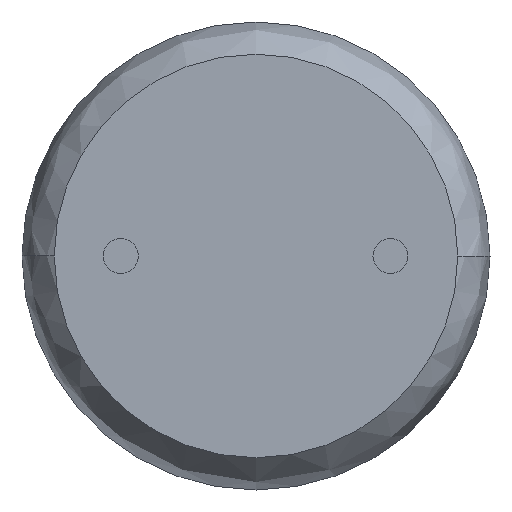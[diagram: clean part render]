
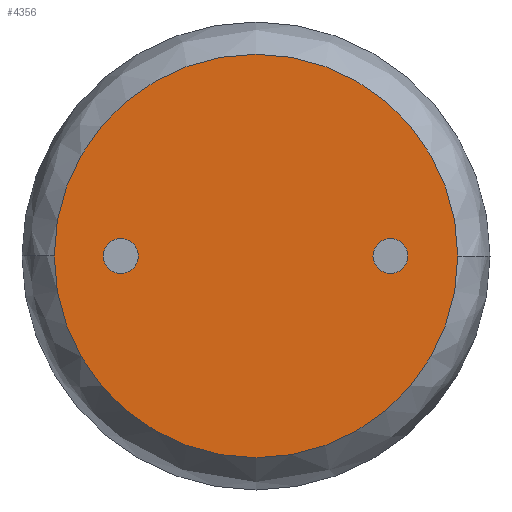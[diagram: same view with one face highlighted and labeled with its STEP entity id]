
A CAD part, front view. The second image highlights one B-rep face of the part: STEP entity #4356.
In plain terms, the highlighted planar face has unit normal (0, -1, 0).
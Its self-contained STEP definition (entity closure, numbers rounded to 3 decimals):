
#13 = ORIENTED_EDGE ( 'NONE', *, *, #5611, .T. ) ;
#57 = CARTESIAN_POINT ( 'NONE',  ( 2.825, 0., 0. ) ) ;
#228 = CARTESIAN_POINT ( 'NONE',  ( -2.514, 0., 0. ) ) ;
#591 = CIRCLE ( 'NONE', #3792, 0.325 ) ;
#718 = FACE_BOUND ( 'NONE', #2746, .T. ) ;
#731 = EDGE_CURVE ( 'NONE', #4906, #4966, #591, .T. ) ;
#739 = CIRCLE ( 'NONE', #5012, 3.75 ) ;
#747 = CARTESIAN_POINT ( 'NONE',  ( -2.514, 0., 0.325 ) ) ;
#1457 = FACE_OUTER_BOUND ( 'NONE', #5145, .T. ) ;
#1521 = ORIENTED_EDGE ( 'NONE', *, *, #8634, .F. ) ;
#2102 = CARTESIAN_POINT ( 'NONE',  ( -2.514, 0., 0. ) ) ;
#2746 = EDGE_LOOP ( 'NONE', ( #1521, #8918 ) ) ;
#2995 = CIRCLE ( 'NONE', #6078, 3.75 ) ;
#3068 = DIRECTION ( 'NONE',  ( 0., 0., -1. ) ) ;
#3459 = PLANE ( 'NONE',  #7406 ) ;
#3792 = AXIS2_PLACEMENT_3D ( 'NONE', #7438, #8049, #6660 ) ;
#3797 = CIRCLE ( 'NONE', #5457, 0.325 ) ;
#3805 = ORIENTED_EDGE ( 'NONE', *, *, #7523, .T. ) ;
#3909 = VERTEX_POINT ( 'NONE', #7816 ) ;
#4253 = ORIENTED_EDGE ( 'NONE', *, *, #5555, .F. ) ;
#4284 = DIRECTION ( 'NONE',  ( 0., 0., -1. ) ) ;
#4356 = ADVANCED_FACE ( 'NONE', ( #718, #8423, #1457 ), #3459, .T. ) ;
#4721 = DIRECTION ( 'NONE',  ( 0., -1., 0. ) ) ;
#4760 = DIRECTION ( 'NONE',  ( 0., -1., 0. ) ) ;
#4861 = CARTESIAN_POINT ( 'NONE',  ( -2.514, 0., -0.325 ) ) ;
#4906 = VERTEX_POINT ( 'NONE', #57 ) ;
#4966 = VERTEX_POINT ( 'NONE', #5756 ) ;
#4992 = DIRECTION ( 'NONE',  ( 0., -1., 0. ) ) ;
#5012 = AXIS2_PLACEMENT_3D ( 'NONE', #5960, #8804, #3068 ) ;
#5145 = EDGE_LOOP ( 'NONE', ( #13, #3805 ) ) ;
#5457 = AXIS2_PLACEMENT_3D ( 'NONE', #2102, #4992, #4284 ) ;
#5555 = EDGE_CURVE ( 'NONE', #5665, #7705, #6468, .T. ) ;
#5578 = ORIENTED_EDGE ( 'NONE', *, *, #5787, .F. ) ;
#5611 = EDGE_CURVE ( 'NONE', #7274, #3909, #739, .T. ) ;
#5665 = VERTEX_POINT ( 'NONE', #4861 ) ;
#5722 = AXIS2_PLACEMENT_3D ( 'NONE', #228, #5828, #8046 ) ;
#5756 = CARTESIAN_POINT ( 'NONE',  ( 2.175, 0., 0. ) ) ;
#5787 = EDGE_CURVE ( 'NONE', #7705, #5665, #3797, .T. ) ;
#5828 = DIRECTION ( 'NONE',  ( 0., -1., 0. ) ) ;
#5960 = CARTESIAN_POINT ( 'NONE',  ( 0., 0., 0. ) ) ;
#5961 = EDGE_LOOP ( 'NONE', ( #5578, #4253 ) ) ;
#6078 = AXIS2_PLACEMENT_3D ( 'NONE', #8278, #4760, #8800 ) ;
#6096 = DIRECTION ( 'NONE',  ( 0., 0., -1. ) ) ;
#6448 = AXIS2_PLACEMENT_3D ( 'NONE', #8946, #4721, #6096 ) ;
#6468 = CIRCLE ( 'NONE', #5722, 0.325 ) ;
#6660 = DIRECTION ( 'NONE',  ( 0., 0., -1. ) ) ;
#6728 = CIRCLE ( 'NONE', #6448, 0.325 ) ;
#7064 = DIRECTION ( 'NONE',  ( 0., -1., 0. ) ) ;
#7274 = VERTEX_POINT ( 'NONE', #8528 ) ;
#7406 = AXIS2_PLACEMENT_3D ( 'NONE', #7756, #7064, #7802 ) ;
#7438 = CARTESIAN_POINT ( 'NONE',  ( 2.5, 0., 0. ) ) ;
#7523 = EDGE_CURVE ( 'NONE', #3909, #7274, #2995, .T. ) ;
#7705 = VERTEX_POINT ( 'NONE', #747 ) ;
#7756 = CARTESIAN_POINT ( 'NONE',  ( 0., 0., 0. ) ) ;
#7802 = DIRECTION ( 'NONE',  ( 0., 0., -1. ) ) ;
#7816 = CARTESIAN_POINT ( 'NONE',  ( -3.75, 0., 0. ) ) ;
#8046 = DIRECTION ( 'NONE',  ( 0., 0., -1. ) ) ;
#8049 = DIRECTION ( 'NONE',  ( 0., -1., 0. ) ) ;
#8278 = CARTESIAN_POINT ( 'NONE',  ( 0., 0., 0. ) ) ;
#8423 = FACE_BOUND ( 'NONE', #5961, .T. ) ;
#8528 = CARTESIAN_POINT ( 'NONE',  ( 3.75, 0., 0. ) ) ;
#8634 = EDGE_CURVE ( 'NONE', #4966, #4906, #6728, .T. ) ;
#8800 = DIRECTION ( 'NONE',  ( 0., 0., -1. ) ) ;
#8804 = DIRECTION ( 'NONE',  ( 0., -1., 0. ) ) ;
#8918 = ORIENTED_EDGE ( 'NONE', *, *, #731, .F. ) ;
#8946 = CARTESIAN_POINT ( 'NONE',  ( 2.5, 0., 0. ) ) ;
